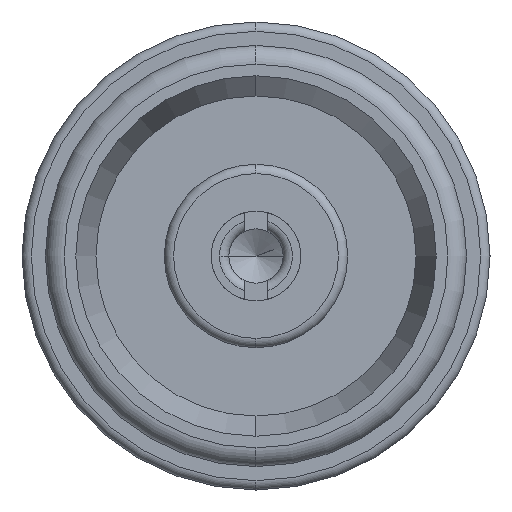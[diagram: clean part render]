
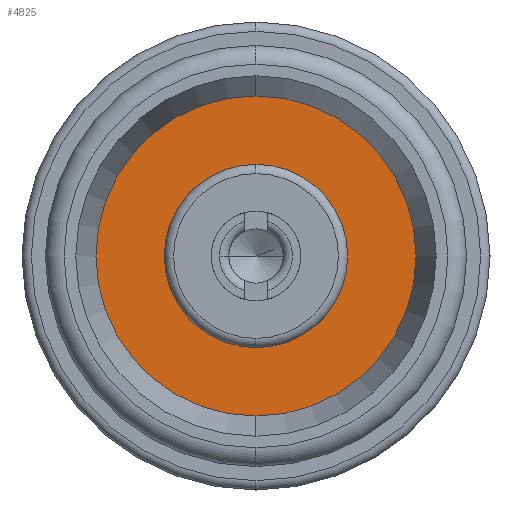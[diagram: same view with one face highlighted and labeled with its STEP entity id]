
A CAD part, left-side view. The second image highlights one B-rep face of the part: STEP entity #4825.
In plain terms, the highlighted planar face has unit normal (-1, 0, 0).
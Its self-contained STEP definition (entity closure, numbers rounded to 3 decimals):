
#227 = ORIENTED_EDGE ( 'NONE', *, *, #2667, .T. ) ;
#330 = EDGE_CURVE ( 'NONE', #2498, #2918, #5309, .T. ) ;
#679 = DIRECTION ( 'NONE',  ( -1., 0., 0. ) ) ;
#743 = AXIS2_PLACEMENT_3D ( 'NONE', #4296, #1810, #4723 ) ;
#1234 = CARTESIAN_POINT ( 'NONE',  ( 4.06, 0.98, 0. ) ) ;
#1325 = VERTEX_POINT ( 'NONE', #1375 ) ;
#1375 = CARTESIAN_POINT ( 'NONE',  ( 4.06, 0., 1.8 ) ) ;
#1462 = FACE_BOUND ( 'NONE', #4522, .T. ) ;
#1657 = ORIENTED_EDGE ( 'NONE', *, *, #4511, .T. ) ;
#1661 = DIRECTION ( 'NONE',  ( 0., 0., -1. ) ) ;
#1667 = CIRCLE ( 'NONE', #743, 0.98 ) ;
#1810 = DIRECTION ( 'NONE',  ( -1., 0., 0. ) ) ;
#1955 = DIRECTION ( 'NONE',  ( -1., 0., 0. ) ) ;
#2234 = VERTEX_POINT ( 'NONE', #4261 ) ;
#2447 = DIRECTION ( 'NONE',  ( -1., 0., 0. ) ) ;
#2489 = CARTESIAN_POINT ( 'NONE',  ( 4.06, 0., 0.98 ) ) ;
#2498 = VERTEX_POINT ( 'NONE', #4826 ) ;
#2667 = EDGE_CURVE ( 'NONE', #2234, #1325, #2799, .T. ) ;
#2799 = CIRCLE ( 'NONE', #3998, 1.8 ) ;
#2815 = PLANE ( 'NONE',  #4582 ) ;
#2918 = VERTEX_POINT ( 'NONE', #2489 ) ;
#3103 = AXIS2_PLACEMENT_3D ( 'NONE', #4884, #1955, #4450 ) ;
#3176 = CARTESIAN_POINT ( 'NONE',  ( 4.06, 0., 0. ) ) ;
#3253 = AXIS2_PLACEMENT_3D ( 'NONE', #3176, #679, #3599 ) ;
#3368 = ORIENTED_EDGE ( 'NONE', *, *, #5060, .F. ) ;
#3599 = DIRECTION ( 'NONE',  ( 0., 0., 1. ) ) ;
#3691 = FACE_OUTER_BOUND ( 'NONE', #4458, .T. ) ;
#3820 = CIRCLE ( 'NONE', #3253, 1.8 ) ;
#3998 = AXIS2_PLACEMENT_3D ( 'NONE', #4948, #2447, #5364 ) ;
#4164 = DIRECTION ( 'NONE',  ( 1., 0., 0. ) ) ;
#4261 = CARTESIAN_POINT ( 'NONE',  ( 4.06, 0., -1.8 ) ) ;
#4296 = CARTESIAN_POINT ( 'NONE',  ( 4.06, 0., 0. ) ) ;
#4438 = ORIENTED_EDGE ( 'NONE', *, *, #330, .F. ) ;
#4450 = DIRECTION ( 'NONE',  ( 0., 0., 1. ) ) ;
#4458 = EDGE_LOOP ( 'NONE', ( #1657, #227 ) ) ;
#4511 = EDGE_CURVE ( 'NONE', #1325, #2234, #3820, .T. ) ;
#4522 = EDGE_LOOP ( 'NONE', ( #3368, #4438 ) ) ;
#4582 = AXIS2_PLACEMENT_3D ( 'NONE', #1234, #4164, #1661 ) ;
#4723 = DIRECTION ( 'NONE',  ( 0., 0., 1. ) ) ;
#4825 = ADVANCED_FACE ( 'NONE', ( #1462, #3691 ), #2815, .F. ) ;
#4826 = CARTESIAN_POINT ( 'NONE',  ( 4.06, 0., -0.98 ) ) ;
#4884 = CARTESIAN_POINT ( 'NONE',  ( 4.06, 0., 0. ) ) ;
#4948 = CARTESIAN_POINT ( 'NONE',  ( 4.06, 0., 0. ) ) ;
#5060 = EDGE_CURVE ( 'NONE', #2918, #2498, #1667, .T. ) ;
#5309 = CIRCLE ( 'NONE', #3103, 0.98 ) ;
#5364 = DIRECTION ( 'NONE',  ( 0., 0., 1. ) ) ;
